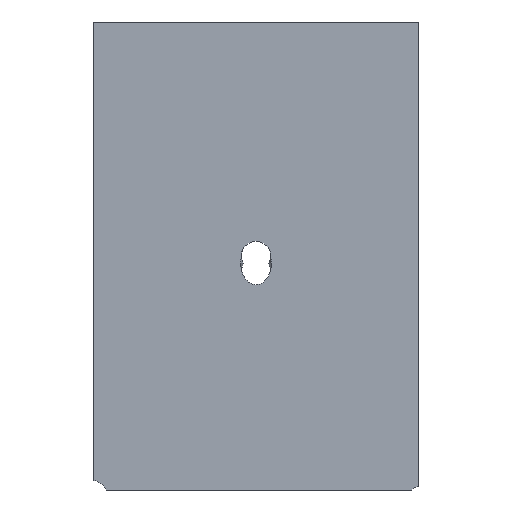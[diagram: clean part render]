
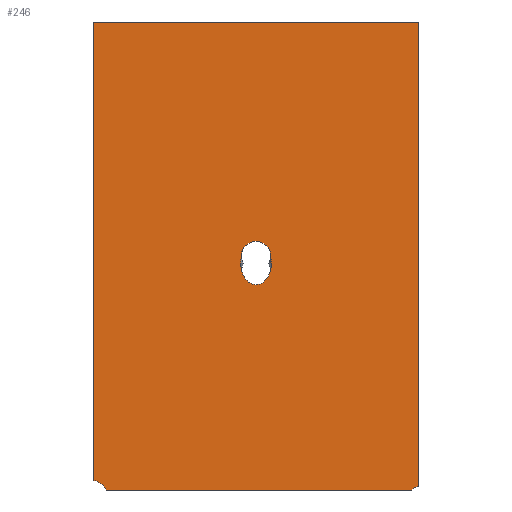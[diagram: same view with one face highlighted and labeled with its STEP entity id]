
A CAD part, front view. The second image highlights one B-rep face of the part: STEP entity #246.
In plain terms, the highlighted planar face has unit normal (0, -1, 0).
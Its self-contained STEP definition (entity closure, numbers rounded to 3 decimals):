
#16=FACE_BOUND('',#77,.T.);
#20=PLANE('',#296);
#27=LINE('',#484,#39);
#31=LINE('',#492,#43);
#33=LINE('',#495,#45);
#34=LINE('',#496,#46);
#39=VECTOR('',#355,10.);
#43=VECTOR('',#363,10.);
#45=VECTOR('',#367,10.);
#46=VECTOR('',#368,10.);
#48=CIRCLE('',#290,1.126);
#50=CIRCLE('',#297,1.126);
#61=FACE_OUTER_BOUND('',#76,.T.);
#76=EDGE_LOOP('',(#207,#208,#209,#210,#211,#212));
#77=EDGE_LOOP('',(#213,#214,#215,#216,#217));
#88=ELLIPSE('',#272,1.668,1.18);
#91=ELLIPSE('',#278,1.668,1.18);
#92=ELLIPSE('',#279,1.668,1.18);
#96=ELLIPSE('',#284,1.258,0.889);
#98=ELLIPSE('',#287,1.705,1.205);
#100=VERTEX_POINT('',#379);
#102=VERTEX_POINT('',#382);
#107=VERTEX_POINT('',#411);
#108=VERTEX_POINT('',#413);
#109=VERTEX_POINT('',#429);
#112=VERTEX_POINT('',#459);
#114=VERTEX_POINT('',#463);
#115=VERTEX_POINT('',#467);
#117=VERTEX_POINT('',#470);
#120=VERTEX_POINT('',#482);
#122=VERTEX_POINT('',#491);
#124=EDGE_CURVE('',#102,#100,#88,.T.);
#131=EDGE_CURVE('',#107,#102,#91,.T.);
#134=EDGE_CURVE('',#100,#109,#92,.T.);
#140=EDGE_CURVE('',#112,#114,#96,.T.);
#142=EDGE_CURVE('',#117,#115,#98,.T.);
#145=EDGE_CURVE('',#109,#108,#48,.T.);
#149=EDGE_CURVE('',#120,#114,#27,.T.);
#153=EDGE_CURVE('',#117,#122,#31,.T.);
#155=EDGE_CURVE('',#122,#120,#33,.T.);
#156=EDGE_CURVE('',#112,#115,#34,.T.);
#157=EDGE_CURVE('',#108,#107,#50,.T.);
#207=ORIENTED_EDGE('',*,*,#140,.T.);
#208=ORIENTED_EDGE('',*,*,#149,.F.);
#209=ORIENTED_EDGE('',*,*,#155,.F.);
#210=ORIENTED_EDGE('',*,*,#153,.F.);
#211=ORIENTED_EDGE('',*,*,#142,.T.);
#212=ORIENTED_EDGE('',*,*,#156,.F.);
#213=ORIENTED_EDGE('',*,*,#131,.T.);
#214=ORIENTED_EDGE('',*,*,#124,.T.);
#215=ORIENTED_EDGE('',*,*,#134,.T.);
#216=ORIENTED_EDGE('',*,*,#145,.T.);
#217=ORIENTED_EDGE('',*,*,#157,.T.);
#246=ADVANCED_FACE('',(#61,#16),#20,.F.);
#272=AXIS2_PLACEMENT_3D('',#383,#307,#308);
#278=AXIS2_PLACEMENT_3D('',#412,#319,#320);
#279=AXIS2_PLACEMENT_3D('',#444,#321,#322);
#284=AXIS2_PLACEMENT_3D('',#465,#332,#333);
#287=AXIS2_PLACEMENT_3D('',#471,#338,#339);
#290=AXIS2_PLACEMENT_3D('',#476,#345,#346);
#296=AXIS2_PLACEMENT_3D('',#494,#365,#366);
#297=AXIS2_PLACEMENT_3D('',#497,#369,#370);
#307=DIRECTION('center_axis',(0.,1.,0.));
#308=DIRECTION('ref_axis',(0.,0.,1.));
#319=DIRECTION('center_axis',(0.,1.,0.));
#320=DIRECTION('ref_axis',(0.,0.,1.));
#321=DIRECTION('center_axis',(0.,1.,0.));
#322=DIRECTION('ref_axis',(0.,0.,1.));
#332=DIRECTION('center_axis',(0.,1.,0.));
#333=DIRECTION('ref_axis',(0.,0.,1.));
#338=DIRECTION('center_axis',(0.,1.,0.));
#339=DIRECTION('ref_axis',(0.,0.,1.));
#345=DIRECTION('center_axis',(0.,1.,0.));
#346=DIRECTION('ref_axis',(1.,0.,0.));
#355=DIRECTION('',(0.,0.,-1.));
#363=DIRECTION('',(0.,0.,1.));
#365=DIRECTION('center_axis',(0.,1.,0.));
#366=DIRECTION('ref_axis',(0.,0.,1.));
#367=DIRECTION('',(1.,0.,0.));
#368=DIRECTION('',(-1.,0.,0.));
#369=DIRECTION('center_axis',(0.,1.,0.));
#370=DIRECTION('ref_axis',(1.,0.,0.));
#379=CARTESIAN_POINT('',(-9.18,0.,-13.042));
#382=CARTESIAN_POINT('',(-6.82,0.,-13.042));
#383=CARTESIAN_POINT('Origin',(-8.,0.,
-13.042));
#411=CARTESIAN_POINT('',(-6.875,0.,-12.541));
#412=CARTESIAN_POINT('Origin',(-8.,0.,
-13.042));
#413=CARTESIAN_POINT('',(-8.,0.,-11.374));
#429=CARTESIAN_POINT('',(-9.125,0.,-12.541));
#444=CARTESIAN_POINT('Origin',(-8.,0.,
-13.042));
#459=CARTESIAN_POINT('',(3.961,0.,-30.5));
#463=CARTESIAN_POINT('',(4.5,0.,-30.242));
#465=CARTESIAN_POINT('Origin',(4.5,0.,-31.5));
#467=CARTESIAN_POINT('',(-19.524,0.,-30.5));
#470=CARTESIAN_POINT('',(-20.5,0.,-29.795));
#471=CARTESIAN_POINT('Origin',(-20.5,0.,-31.5));
#476=CARTESIAN_POINT('Origin',(-8.,0.,-12.5));
#482=CARTESIAN_POINT('',(4.5,0.,5.5));
#484=CARTESIAN_POINT('',(4.5,0.,5.5));
#491=CARTESIAN_POINT('',(-20.5,0.,5.5));
#492=CARTESIAN_POINT('',(-20.5,0.,-30.5));
#494=CARTESIAN_POINT('Origin',(-8.,0.,-12.5));
#495=CARTESIAN_POINT('',(-20.5,0.,5.5));
#496=CARTESIAN_POINT('',(4.5,0.,-30.5));
#497=CARTESIAN_POINT('Origin',(-8.,0.,-12.5));
